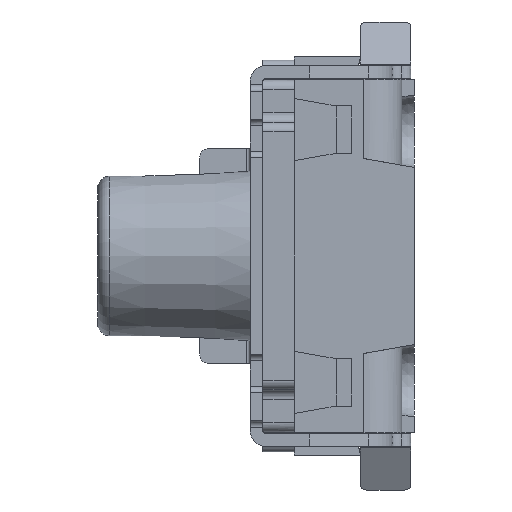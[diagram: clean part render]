
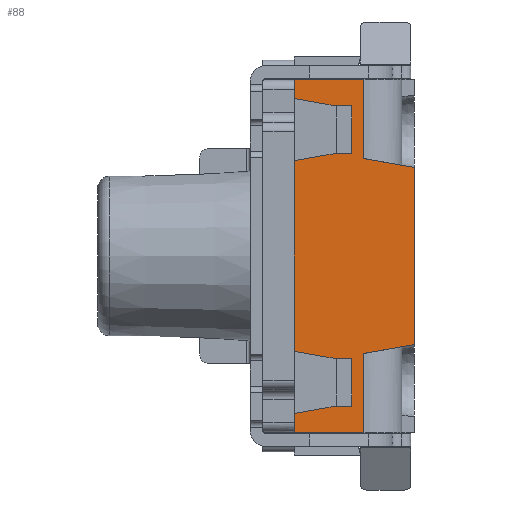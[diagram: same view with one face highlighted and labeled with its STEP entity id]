
A CAD part, left-side view. The second image highlights one B-rep face of the part: STEP entity #88.
In plain terms, the highlighted planar face has unit normal (-1, 0, 0).
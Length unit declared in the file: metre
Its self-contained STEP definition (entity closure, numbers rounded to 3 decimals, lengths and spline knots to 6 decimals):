
#88 = ADVANCED_FACE( '', ( #536 ), #537, .T. );
#536 = FACE_OUTER_BOUND( '', #1428, .T. );
#537 = PLANE( '', #1429 );
#1428 = EDGE_LOOP( '', ( #2754, #2755, #2756, #2757, #2758, #2759, #2760, #2761, #2762, #2763, #2764, #2765, #2766, #2767, #2768, #2769, #2770, #2771, #2772, #2773 ) );
#1429 = AXIS2_PLACEMENT_3D( '', #2774, #2775, #2776 );
#2754 = ORIENTED_EDGE( '', *, *, #6116, .F. );
#2755 = ORIENTED_EDGE( '', *, *, #5982, .F. );
#2756 = ORIENTED_EDGE( '', *, *, #6117, .T. );
#2757 = ORIENTED_EDGE( '', *, *, #6118, .F. );
#2758 = ORIENTED_EDGE( '', *, *, #6119, .T. );
#2759 = ORIENTED_EDGE( '', *, *, #6120, .T. );
#2760 = ORIENTED_EDGE( '', *, *, #6121, .F. );
#2761 = ORIENTED_EDGE( '', *, *, #6122, .F. );
#2762 = ORIENTED_EDGE( '', *, *, #6123, .T. );
#2763 = ORIENTED_EDGE( '', *, *, #6124, .T. );
#2764 = ORIENTED_EDGE( '', *, *, #6125, .F. );
#2765 = ORIENTED_EDGE( '', *, *, #6126, .T. );
#2766 = ORIENTED_EDGE( '', *, *, #6127, .F. );
#2767 = ORIENTED_EDGE( '', *, *, #6128, .T. );
#2768 = ORIENTED_EDGE( '', *, *, #6129, .F. );
#2769 = ORIENTED_EDGE( '', *, *, #6130, .F. );
#2770 = ORIENTED_EDGE( '', *, *, #6131, .T. );
#2771 = ORIENTED_EDGE( '', *, *, #6132, .F. );
#2772 = ORIENTED_EDGE( '', *, *, #6133, .T. );
#2773 = ORIENTED_EDGE( '', *, *, #6115, .T. );
#2774 = CARTESIAN_POINT( '', ( -0.00315, 0.00066, 0.0028 ) );
#2775 = DIRECTION( '', ( -1., 0., 0. ) );
#2776 = DIRECTION( '', ( 0., 0., 1. ) );
#5982 = EDGE_CURVE( '', #7240, #7243, #7244, .T. );
#6115 = EDGE_CURVE( '', #7493, #7498, #7500, .T. );
#6116 = EDGE_CURVE( '', #7243, #7498, #7501, .T. );
#6117 = EDGE_CURVE( '', #7240, #7502, #7503, .T. );
#6118 = EDGE_CURVE( '', #7504, #7502, #7505, .T. );
#6119 = EDGE_CURVE( '', #7504, #7506, #7507, .T. );
#6120 = EDGE_CURVE( '', #7506, #7508, #7509, .T. );
#6121 = EDGE_CURVE( '', #7510, #7508, #7511, .T. );
#6122 = EDGE_CURVE( '', #7512, #7510, #7513, .T. );
#6123 = EDGE_CURVE( '', #7512, #7514, #7515, .T. );
#6124 = EDGE_CURVE( '', #7514, #7516, #7517, .T. );
#6125 = EDGE_CURVE( '', #7518, #7516, #7519, .T. );
#6126 = EDGE_CURVE( '', #7518, #7520, #7521, .T. );
#6127 = EDGE_CURVE( '', #7522, #7520, #7523, .T. );
#6128 = EDGE_CURVE( '', #7522, #7524, #7525, .T. );
#6129 = EDGE_CURVE( '', #7526, #7524, #7527, .T. );
#6130 = EDGE_CURVE( '', #7528, #7526, #7529, .T. );
#6131 = EDGE_CURVE( '', #7528, #7530, #7531, .T. );
#6132 = EDGE_CURVE( '', #7532, #7530, #7533, .T. );
#6133 = EDGE_CURVE( '', #7532, #7493, #7534, .T. );
#7240 = VERTEX_POINT( '', #9292 );
#7243 = VERTEX_POINT( '', #9296 );
#7244 = LINE( '', #9297, #9298 );
#7493 = VERTEX_POINT( '', #9676 );
#7498 = VERTEX_POINT( '', #9683 );
#7500 = LINE( '', #9686, #9687 );
#7501 = LINE( '', #9688, #9689 );
#7502 = VERTEX_POINT( '', #9690 );
#7503 = LINE( '', #9691, #9692 );
#7504 = VERTEX_POINT( '', #9693 );
#7505 = LINE( '', #9694, #9695 );
#7506 = VERTEX_POINT( '', #9696 );
#7507 = LINE( '', #9697, #9698 );
#7508 = VERTEX_POINT( '', #9699 );
#7509 = LINE( '', #9700, #9701 );
#7510 = VERTEX_POINT( '', #9702 );
#7511 = LINE( '', #9703, #9704 );
#7512 = VERTEX_POINT( '', #9705 );
#7513 = LINE( '', #9706, #9707 );
#7514 = VERTEX_POINT( '', #9708 );
#7515 = LINE( '', #9709, #9710 );
#7516 = VERTEX_POINT( '', #9711 );
#7517 = LINE( '', #9712, #9713 );
#7518 = VERTEX_POINT( '', #9714 );
#7519 = LINE( '', #9715, #9716 );
#7520 = VERTEX_POINT( '', #9717 );
#7521 = LINE( '', #9718, #9719 );
#7522 = VERTEX_POINT( '', #9720 );
#7523 = LINE( '', #9721, #9722 );
#7524 = VERTEX_POINT( '', #9723 );
#7525 = LINE( '', #9724, #9725 );
#7526 = VERTEX_POINT( '', #9726 );
#7527 = LINE( '', #9727, #9728 );
#7528 = VERTEX_POINT( '', #9729 );
#7529 = LINE( '', #9730, #9731 );
#7530 = VERTEX_POINT( '', #9732 );
#7531 = LINE( '', #9733, #9734 );
#7532 = VERTEX_POINT( '', #9735 );
#7533 = LINE( '', #9736, #9737 );
#7534 = LINE( '', #9738, #9739 );
#9292 = CARTESIAN_POINT( '', ( -0.00315, 0.00066, 0.001509 ) );
#9296 = CARTESIAN_POINT( '', ( -0.00315, 0., 0.001625 ) );
#9297 = CARTESIAN_POINT( '', ( -0.00315, 0.00066, 0.001509 ) );
#9298 = VECTOR( '', #12206, 1. );
#9676 = CARTESIAN_POINT( '', ( -0.00315, -0.00025, 0.002375 ) );
#9683 = CARTESIAN_POINT( '', ( -0.00315, -0.00025, 0.001625 ) );
#9686 = CARTESIAN_POINT( '', ( -0.00315, -0.00025, 0.002375 ) );
#9687 = VECTOR( '', #12361, 1. );
#9688 = CARTESIAN_POINT( '', ( -0.00315, 0., 0.001625 ) );
#9689 = VECTOR( '', #12362, 1. );
#9690 = CARTESIAN_POINT( '', ( -0.00315, 0.00066, -0.001509 ) );
#9691 = CARTESIAN_POINT( '', ( -0.00315, 0.00066, 0.001509 ) );
#9692 = VECTOR( '', #12363, 1. );
#9693 = CARTESIAN_POINT( '', ( -0.00315, 0., -0.001625 ) );
#9694 = CARTESIAN_POINT( '', ( -0.00315, 0., -0.001625 ) );
#9695 = VECTOR( '', #12364, 1. );
#9696 = CARTESIAN_POINT( '', ( -0.00315, -0.00025, -0.001625 ) );
#9697 = CARTESIAN_POINT( '', ( -0.00315, 0., -0.001625 ) );
#9698 = VECTOR( '', #12365, 1. );
#9699 = CARTESIAN_POINT( '', ( -0.00315, -0.00025, -0.002375 ) );
#9700 = CARTESIAN_POINT( '', ( -0.00315, -0.00025, -0.001625 ) );
#9701 = VECTOR( '', #12366, 1. );
#9702 = CARTESIAN_POINT( '', ( -0.00315, 0., -0.002375 ) );
#9703 = CARTESIAN_POINT( '', ( -0.00315, 0., -0.002375 ) );
#9704 = VECTOR( '', #12367, 1. );
#9705 = CARTESIAN_POINT( '', ( -0.00315, 0.00066, -0.002491 ) );
#9706 = CARTESIAN_POINT( '', ( -0.00315, 0.00066, -0.002491 ) );
#9707 = VECTOR( '', #12368, 1. );
#9708 = CARTESIAN_POINT( '', ( -0.00315, 0.00066, -0.0028 ) );
#9709 = CARTESIAN_POINT( '', ( -0.00315, 0.00066, -0.002491 ) );
#9710 = VECTOR( '', #12369, 1. );
#9711 = CARTESIAN_POINT( '', ( -0.00315, -0.00044, -0.0028 ) );
#9712 = CARTESIAN_POINT( '', ( -0.00315, 0.00066, -0.0028 ) );
#9713 = VECTOR( '', #12370, 1. );
#9714 = CARTESIAN_POINT( '', ( -0.00315, -0.00044, -0.001541 ) );
#9715 = CARTESIAN_POINT( '', ( -0.00315, -0.00044, -0.001541 ) );
#9716 = VECTOR( '', #12371, 1. );
#9717 = CARTESIAN_POINT( '', ( -0.00315, -0.00124, -0.0014 ) );
#9718 = CARTESIAN_POINT( '', ( -0.00315, -0.00044, -0.001541 ) );
#9719 = VECTOR( '', #12372, 1. );
#9720 = CARTESIAN_POINT( '', ( -0.00315, -0.00124, 0.0014 ) );
#9721 = CARTESIAN_POINT( '', ( -0.00315, -0.00124, 0.0014 ) );
#9722 = VECTOR( '', #12373, 1. );
#9723 = CARTESIAN_POINT( '', ( -0.00315, -0.00044, 0.001541 ) );
#9724 = CARTESIAN_POINT( '', ( -0.00315, -0.00124, 0.0014 ) );
#9725 = VECTOR( '', #12374, 1. );
#9726 = CARTESIAN_POINT( '', ( -0.00315, -0.00044, 0.0028 ) );
#9727 = CARTESIAN_POINT( '', ( -0.00315, -0.00044, 0.0028 ) );
#9728 = VECTOR( '', #12375, 1. );
#9729 = CARTESIAN_POINT( '', ( -0.00315, 0.00066, 0.0028 ) );
#9730 = CARTESIAN_POINT( '', ( -0.00315, 0.00066, 0.0028 ) );
#9731 = VECTOR( '', #12376, 1. );
#9732 = CARTESIAN_POINT( '', ( -0.00315, 0.00066, 0.002491 ) );
#9733 = CARTESIAN_POINT( '', ( -0.00315, 0.00066, 0.0028 ) );
#9734 = VECTOR( '', #12377, 1. );
#9735 = CARTESIAN_POINT( '', ( -0.00315, 0., 0.002375 ) );
#9736 = CARTESIAN_POINT( '', ( -0.00315, 0., 0.002375 ) );
#9737 = VECTOR( '', #12378, 1. );
#9738 = CARTESIAN_POINT( '', ( -0.00315, 0., 0.002375 ) );
#9739 = VECTOR( '', #12379, 1. );
#12206 = DIRECTION( '', ( 0., -0.985, 0.174 ) );
#12361 = DIRECTION( '', ( 0., 0., -1. ) );
#12362 = DIRECTION( '', ( 0., -1., 0. ) );
#12363 = DIRECTION( '', ( 0., 0., -1. ) );
#12364 = DIRECTION( '', ( 0., 0.985, 0.174 ) );
#12365 = DIRECTION( '', ( 0., -1., 0. ) );
#12366 = DIRECTION( '', ( 0., 0., -1. ) );
#12367 = DIRECTION( '', ( 0., -1., 0. ) );
#12368 = DIRECTION( '', ( 0., -0.985, 0.174 ) );
#12369 = DIRECTION( '', ( 0., 0., -1. ) );
#12370 = DIRECTION( '', ( 0., -1., 0. ) );
#12371 = DIRECTION( '', ( 0., 0., -1. ) );
#12372 = DIRECTION( '', ( 0., -0.985, 0.174 ) );
#12373 = DIRECTION( '', ( 0., 0., -1. ) );
#12374 = DIRECTION( '', ( 0., 0.985, 0.174 ) );
#12375 = DIRECTION( '', ( 0., 0., -1. ) );
#12376 = DIRECTION( '', ( 0., -1., 0. ) );
#12377 = DIRECTION( '', ( 0., 0., -1. ) );
#12378 = DIRECTION( '', ( 0., 0.985, 0.174 ) );
#12379 = DIRECTION( '', ( 0., -1., 0. ) );
